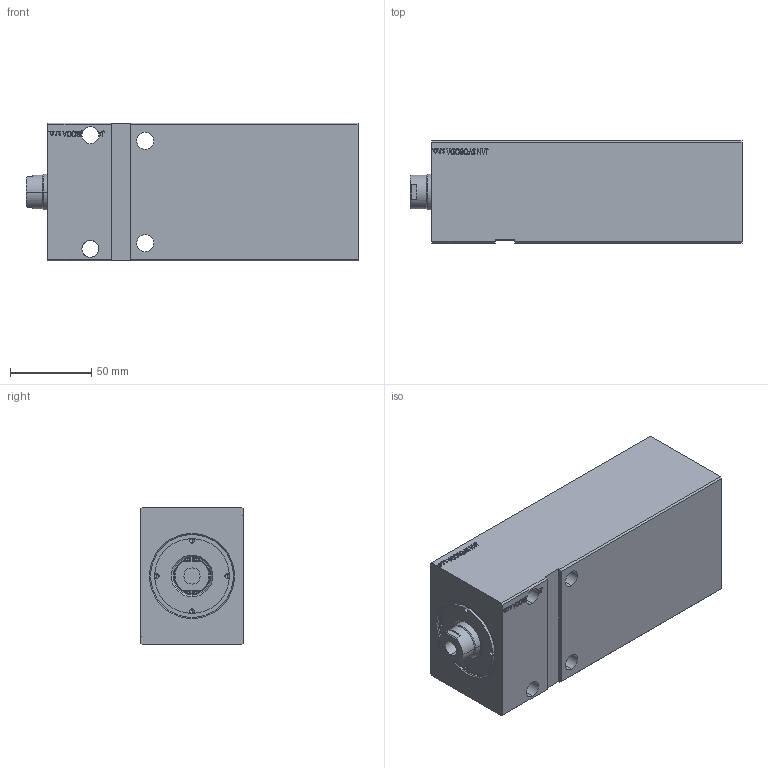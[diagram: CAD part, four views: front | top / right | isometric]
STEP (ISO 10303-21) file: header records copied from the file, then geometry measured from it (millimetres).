
FILE_DESCRIPTION (( 'STEP AP203' ), '1' );
FILE_NAME ('eed5.STEP', '2020-09-20T19:39:23', ( '' ), ( '' ), 'SwSTEP 2.0', 'SolidWorks 2019', '' );
FILE_SCHEMA (( 'CONFIG_CONTROL_DESIGN' ));
Length unit declared in the file: millimetre
Products named in the file (4): eed5; V500CZ_E c6e6f029e99ae7c3f2105a859e8812bf; V500CZ_VC_vysunovaci_E c6e6f029e99ae7c3f2105a859e8812bf; V500CZ_VCP_E c6e6f029e99ae7c3f2105a859e8812bf
Assembly tree (3 placements, depth 2):
  eed5
    V500CZ_E c6e6f029e99ae7c3f2105a859e8812bf
    V500CZ_VC_vysunovaci_E c6e6f029e99ae7c3f2105a859e8812bf
    V500CZ_VCP_E c6e6f029e99ae7c3f2105a859e8812bf
Bounding box: 204.5 x 63 x 85 mm (x, y, z)
Volume: 891485.6 mm3; surface area: 118168.2 mm2
Topology: 3 solids, 3 shells, 779 faces, 2024 edges, 1340 vertices
Faces by surface type: plane 365, bspline 346, cylinder 54, cone 14
Entity records: 39944 total; most frequent: CARTESIAN_POINT 22723, ORIENTED_EDGE 4032, DIRECTION 2326, EDGE_CURVE 2016, VERTEX_POINT 1340, VECTOR 1184, LINE 1184, EDGE_LOOP 888
